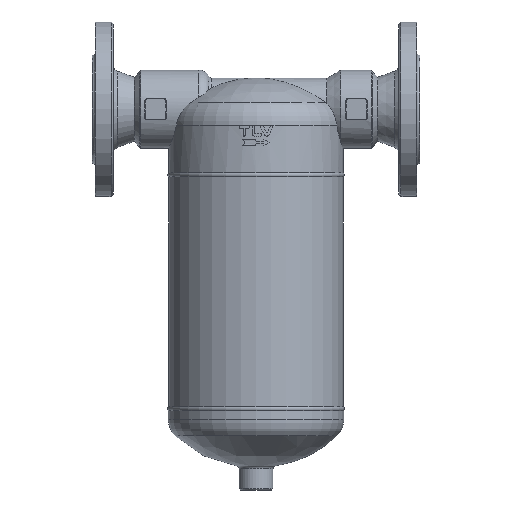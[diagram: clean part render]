
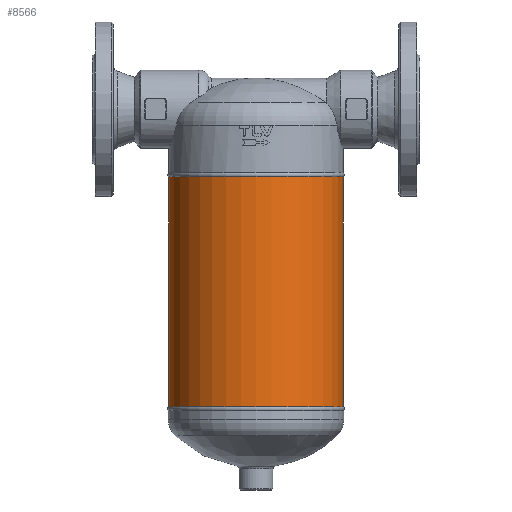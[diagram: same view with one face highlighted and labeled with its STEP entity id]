
A CAD part, front view. The second image highlights one B-rep face of the part: STEP entity #8566.
In plain terms, the highlighted cylindrical face has radius 82.6 mm (diameter 165.2 mm), a full revolution.
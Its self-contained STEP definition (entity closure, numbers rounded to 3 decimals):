
#8247=CARTESIAN_POINT('',(-82.6,0.,-219.066));
#8248=VERTEX_POINT('',#8247);
#8249=CARTESIAN_POINT('',(0.,0.0,-219.066));
#8250=DIRECTION('',(0.0,0.0,-1.0));
#8251=DIRECTION('',(1.0,0.0,0.0));
#8252=AXIS2_PLACEMENT_3D('',#8249,#8250,#8251);
#8253=CIRCLE('',#8252,82.6);
#8254=EDGE_CURVE('',#8248,#8248,#8253,.T.);
#8264=CARTESIAN_POINT('',(-82.6,0.,-1.934));
#8265=VERTEX_POINT('',#8264);
#8266=CARTESIAN_POINT('',(0.,0.0,-1.934));
#8267=DIRECTION('',(0.0,0.0,1.0));
#8268=DIRECTION('',(1.0,0.0,0.0));
#8269=AXIS2_PLACEMENT_3D('',#8266,#8267,#8268);
#8270=CIRCLE('',#8269,82.6);
#8271=EDGE_CURVE('',#8265,#8265,#8270,.T.);
#8555=CARTESIAN_POINT('',(0.,0.0,0.));
#8556=DIRECTION('',(0.,0.0,-1.0));
#8557=DIRECTION('',(1.0,0.0,0.0));
#8558=AXIS2_PLACEMENT_3D('',#8555,#8556,#8557);
#8559=CYLINDRICAL_SURFACE('',#8558,82.6);
#8560=ORIENTED_EDGE('',*,*,#8271,.F.);
#8561=EDGE_LOOP('',(#8560));
#8562=FACE_OUTER_BOUND('',#8561,.T.);
#8563=ORIENTED_EDGE('',*,*,#8254,.F.);
#8564=EDGE_LOOP('',(#8563));
#8565=FACE_BOUND('',#8564,.T.);
#8566=ADVANCED_FACE('',(#8562,#8565),#8559,.T.);
